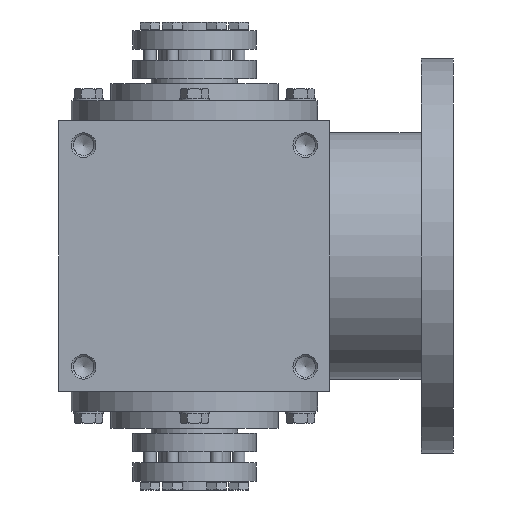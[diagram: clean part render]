
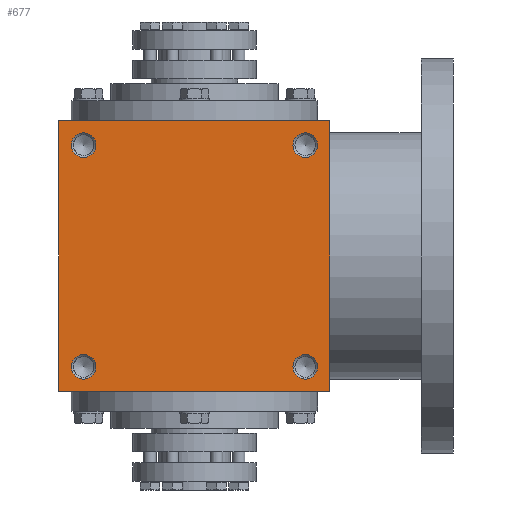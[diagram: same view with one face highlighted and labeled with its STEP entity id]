
A CAD part, front view. The second image highlights one B-rep face of the part: STEP entity #677.
In plain terms, the highlighted planar face has unit normal (0, -1, 0).
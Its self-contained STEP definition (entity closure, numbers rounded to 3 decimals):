
#677 = ADVANCED_FACE( '', ( #1479, #1480, #1481, #1482, #1483 ), #1484, .F. );
#1479 = FACE_BOUND( '', #2517, .T. );
#1480 = FACE_BOUND( '', #2518, .T. );
#1481 = FACE_BOUND( '', #2519, .T. );
#1482 = FACE_BOUND( '', #2520, .T. );
#1483 = FACE_OUTER_BOUND( '', #2521, .T. );
#1484 = PLANE( '', #2522 );
#2517 = EDGE_LOOP( '', ( #3992 ) );
#2518 = EDGE_LOOP( '', ( #3993 ) );
#2519 = EDGE_LOOP( '', ( #3994 ) );
#2520 = EDGE_LOOP( '', ( #3995 ) );
#2521 = EDGE_LOOP( '', ( #3996, #3997, #3998, #3999 ) );
#2522 = AXIS2_PLACEMENT_3D( '', #4000, #4001, #4002 );
#3992 = ORIENTED_EDGE( '', *, *, #5613, .T. );
#3993 = ORIENTED_EDGE( '', *, *, #5614, .T. );
#3994 = ORIENTED_EDGE( '', *, *, #5615, .F. );
#3995 = ORIENTED_EDGE( '', *, *, #5289, .F. );
#3996 = ORIENTED_EDGE( '', *, *, #5616, .T. );
#3997 = ORIENTED_EDGE( '', *, *, #5617, .F. );
#3998 = ORIENTED_EDGE( '', *, *, #5618, .F. );
#3999 = ORIENTED_EDGE( '', *, *, #5619, .T. );
#4000 = CARTESIAN_POINT( '', ( -55., -55., 55. ) );
#4001 = DIRECTION( '', ( 0., 1., 0. ) );
#4002 = DIRECTION( '', ( 0., 0., 1. ) );
#5289 = EDGE_CURVE( '', #6143, #6143, #6144, .T. );
#5613 = EDGE_CURVE( '', #6632, #6632, #6633, .T. );
#5614 = EDGE_CURVE( '', #6634, #6634, #6635, .T. );
#5615 = EDGE_CURVE( '', #6636, #6636, #6637, .T. );
#5616 = EDGE_CURVE( '', #6638, #6639, #6640, .T. );
#5617 = EDGE_CURVE( '', #6641, #6639, #6642, .T. );
#5618 = EDGE_CURVE( '', #6643, #6641, #6644, .T. );
#5619 = EDGE_CURVE( '', #6643, #6638, #6645, .T. );
#6143 = VERTEX_POINT( '', #7320 );
#6144 = CIRCLE( '', #7321, 5. );
#6632 = VERTEX_POINT( '', #8090 );
#6633 = CIRCLE( '', #8091, 5. );
#6634 = VERTEX_POINT( '', #8092 );
#6635 = CIRCLE( '', #8093, 5. );
#6636 = VERTEX_POINT( '', #8094 );
#6637 = CIRCLE( '', #8095, 5. );
#6638 = VERTEX_POINT( '', #8096 );
#6639 = VERTEX_POINT( '', #8097 );
#6640 = LINE( '', #8098, #8099 );
#6641 = VERTEX_POINT( '', #8100 );
#6642 = LINE( '', #8101, #8102 );
#6643 = VERTEX_POINT( '', #8103 );
#6644 = LINE( '', #8104, #8105 );
#6645 = LINE( '', #8106, #8107 );
#7320 = CARTESIAN_POINT( '', ( 45., -55., 40. ) );
#7321 = AXIS2_PLACEMENT_3D( '', #8836, #8837, #8838 );
#8090 = CARTESIAN_POINT( '', ( -45., -55., -40. ) );
#8091 = AXIS2_PLACEMENT_3D( '', #9251, #9252, #9253 );
#8092 = CARTESIAN_POINT( '', ( -45., -55., 50. ) );
#8093 = AXIS2_PLACEMENT_3D( '', #9254, #9255, #9256 );
#8094 = CARTESIAN_POINT( '', ( 45., -55., -50. ) );
#8095 = AXIS2_PLACEMENT_3D( '', #9257, #9258, #9259 );
#8096 = CARTESIAN_POINT( '', ( -55., -55., -55. ) );
#8097 = CARTESIAN_POINT( '', ( 55., -55., -55. ) );
#8098 = CARTESIAN_POINT( '', ( -55., -55., -55. ) );
#8099 = VECTOR( '', #9260, 1000. );
#8100 = CARTESIAN_POINT( '', ( 55., -55., 55. ) );
#8101 = CARTESIAN_POINT( '', ( 55., -55., 55. ) );
#8102 = VECTOR( '', #9261, 1000. );
#8103 = CARTESIAN_POINT( '', ( -55., -55., 55. ) );
#8104 = CARTESIAN_POINT( '', ( -55., -55., 55. ) );
#8105 = VECTOR( '', #9262, 1000. );
#8106 = CARTESIAN_POINT( '', ( -55., -55., 55. ) );
#8107 = VECTOR( '', #9263, 1000. );
#8836 = CARTESIAN_POINT( '', ( 45., -55., 45. ) );
#8837 = DIRECTION( '', ( 0., -1., 0. ) );
#8838 = DIRECTION( '', ( 0., 0., -1. ) );
#9251 = CARTESIAN_POINT( '', ( -45., -55., -45. ) );
#9252 = DIRECTION( '', ( 0., 1., 0. ) );
#9253 = DIRECTION( '', ( 0., 0., 1. ) );
#9254 = CARTESIAN_POINT( '', ( -45., -55., 45. ) );
#9255 = DIRECTION( '', ( 0., 1., 0. ) );
#9256 = DIRECTION( '', ( 0., 0., 1. ) );
#9257 = CARTESIAN_POINT( '', ( 45., -55., -45. ) );
#9258 = DIRECTION( '', ( 0., -1., 0. ) );
#9259 = DIRECTION( '', ( 0., 0., -1. ) );
#9260 = DIRECTION( '', ( 1., 0., 0. ) );
#9261 = DIRECTION( '', ( 0., 0., -1. ) );
#9262 = DIRECTION( '', ( 1., 0., 0. ) );
#9263 = DIRECTION( '', ( 0., 0., -1. ) );
